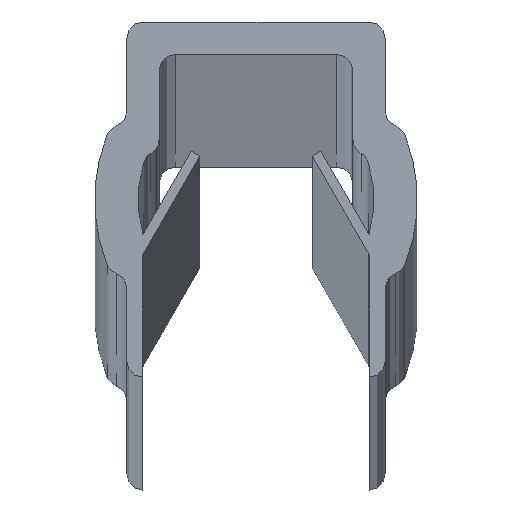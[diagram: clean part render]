
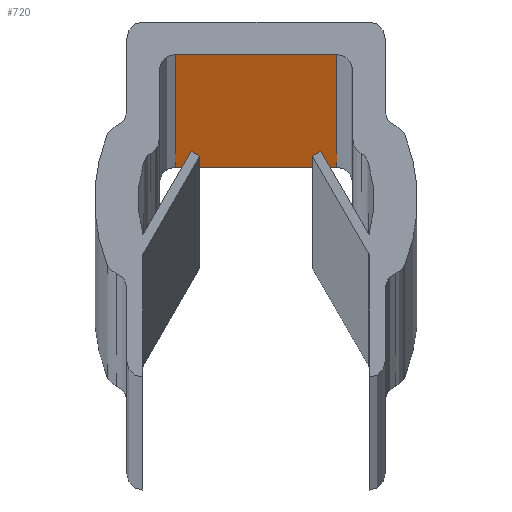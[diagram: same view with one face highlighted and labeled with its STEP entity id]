
A CAD part, top view. The second image highlights one B-rep face of the part: STEP entity #720.
In plain terms, the highlighted planar face has unit normal (0, -1, 0).
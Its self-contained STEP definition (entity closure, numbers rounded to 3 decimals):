
#662=CARTESIAN_POINT('',(2.5,-1.0,0.0));
#663=VERTEX_POINT('',#662);
#672=CARTESIAN_POINT('',(2.5,-1.0,2000.0));
#673=VERTEX_POINT('',#672);
#681=CARTESIAN_POINT('',(2.5,-1.0,0.0));
#682=DIRECTION('',(0.0,0.0,1.0));
#683=VECTOR('',#682,2000.0);
#684=LINE('',#681,#683);
#685=EDGE_CURVE('',#663,#673,#684,.T.);
#690=CARTESIAN_POINT('',(-2.5,-1.0,0.0));
#691=DIRECTION('',(0.0,-1.0,0.0));
#692=DIRECTION('',(1.0,0.0,0.0));
#693=AXIS2_PLACEMENT_3D('',#690,#691,#692);
#694=PLANE('',#693);
#695=CARTESIAN_POINT('',(-2.5,-1.0,0.0));
#696=VERTEX_POINT('',#695);
#697=CARTESIAN_POINT('',(2.5,-1.0,0.0));
#698=DIRECTION('',(-1.0,0.0,0.0));
#699=VECTOR('',#698,5.);
#700=LINE('',#697,#699);
#701=EDGE_CURVE('',#663,#696,#700,.T.);
#702=ORIENTED_EDGE('',*,*,#701,.F.);
#703=ORIENTED_EDGE('',*,*,#685,.T.);
#704=CARTESIAN_POINT('',(-2.5,-1.0,2000.0));
#705=VERTEX_POINT('',#704);
#706=CARTESIAN_POINT('',(-2.5,-1.,2000.0));
#707=DIRECTION('',(1.0,0.0,0.0));
#708=VECTOR('',#707,5.);
#709=LINE('',#706,#708);
#710=EDGE_CURVE('',#705,#673,#709,.T.);
#711=ORIENTED_EDGE('',*,*,#710,.F.);
#712=CARTESIAN_POINT('',(-2.5,-1.0,0.0));
#713=DIRECTION('',(0.0,0.0,1.0));
#714=VECTOR('',#713,2000.0);
#715=LINE('',#712,#714);
#716=EDGE_CURVE('',#696,#705,#715,.T.);
#717=ORIENTED_EDGE('',*,*,#716,.F.);
#718=EDGE_LOOP('',(#702,#703,#711,#717));
#719=FACE_OUTER_BOUND('',#718,.T.);
#720=ADVANCED_FACE('',(#719),#694,.T.);
